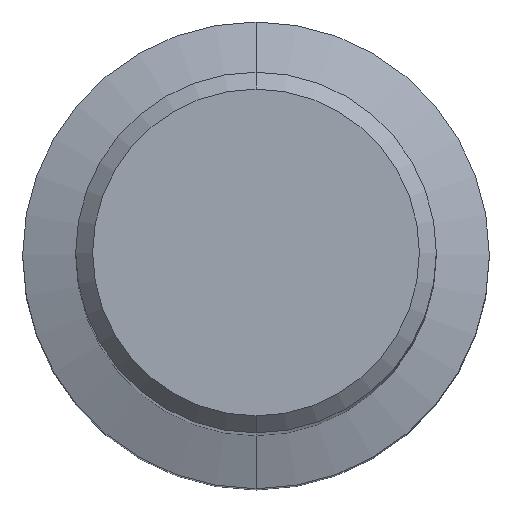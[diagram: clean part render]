
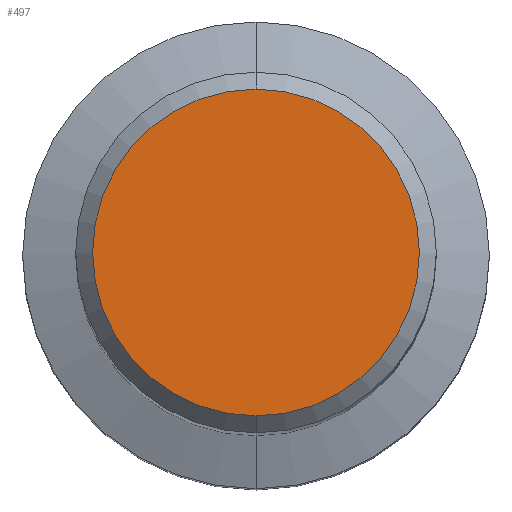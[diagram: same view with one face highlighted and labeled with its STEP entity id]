
A CAD part, top view. The second image highlights one B-rep face of the part: STEP entity #497.
In plain terms, the highlighted planar face has unit normal (0, 0, 1).
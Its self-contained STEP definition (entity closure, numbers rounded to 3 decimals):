
#209=EDGE_CURVE('',#223,#215,#566,.T.);
#215=VERTEX_POINT('',#572);
#223=VERTEX_POINT('',#580);
#365=EDGE_CURVE('',#215,#223,#738,.T.);
#497=ADVANCED_FACE('',(#885),#886,.T.);
#566=CIRCLE('',#952,7.7);
#572=CARTESIAN_POINT('',(0.,-7.7,0.0));
#580=CARTESIAN_POINT('',(0.0,7.7,0.0));
#738=CIRCLE('',#1320,7.7);
#885=FACE_OUTER_BOUND('',#1649,.T.);
#886=PLANE('',#1650);
#952=AXIS2_PLACEMENT_3D('',#1733,#1734,#1735);
#1320=AXIS2_PLACEMENT_3D('',#1913,#1914,#1915);
#1649=EDGE_LOOP('',(#2085,#2086));
#1650=AXIS2_PLACEMENT_3D('',#2087,#2088,#2089);
#1733=CARTESIAN_POINT('',(0.0,0.0,0.0));
#1734=DIRECTION('',(0.0,0.0,-1.0));
#1735=DIRECTION('',(0.0,1.0,0.0));
#1913=CARTESIAN_POINT('',(0.0,0.0,0.0));
#1914=DIRECTION('',(0.0,0.0,-1.0));
#1915=DIRECTION('',(0.0,1.0,0.0));
#2085=ORIENTED_EDGE('',*,*,#209,.F.);
#2086=ORIENTED_EDGE('',*,*,#365,.F.);
#2087=CARTESIAN_POINT('',(0.0,3.85,0.0));
#2088=DIRECTION('',(-0.0,0.0,1.0));
#2089=DIRECTION('',(0.0,-1.0,0.0));
